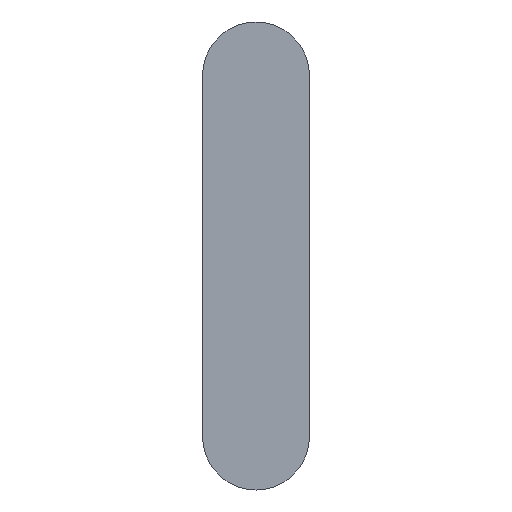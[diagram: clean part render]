
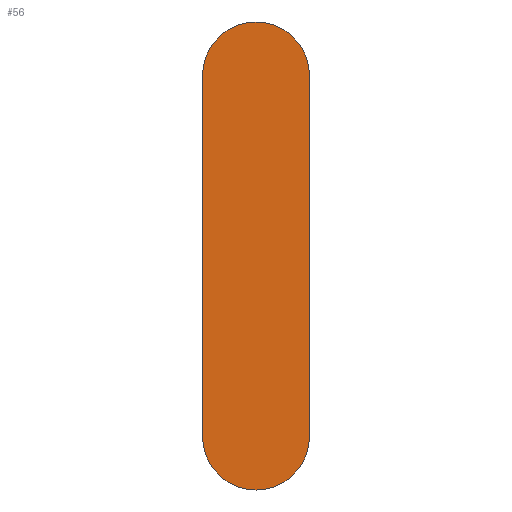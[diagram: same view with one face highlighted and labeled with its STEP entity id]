
A CAD part, front view. The second image highlights one B-rep face of the part: STEP entity #56.
In plain terms, the highlighted planar face has unit normal (0, -1, 0).
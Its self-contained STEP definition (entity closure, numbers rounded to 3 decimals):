
#5 = ORIENTED_EDGE ( 'NONE', *, *, #250, .T. ) ;
#9 = CARTESIAN_POINT ( 'NONE',  ( 4., 0., 31. ) ) ;
#24 = CIRCLE ( 'NONE', #148, 4. ) ;
#39 = FACE_OUTER_BOUND ( 'NONE', #112, .T. ) ;
#52 = CIRCLE ( 'NONE', #177, 4. ) ;
#56 = ADVANCED_FACE ( 'NONE', ( #39 ), #201, .F. ) ;
#57 = EDGE_CURVE ( 'NONE', #283, #261, #24, .T. ) ;
#64 = CARTESIAN_POINT ( 'NONE',  ( 0., 0., 31. ) ) ;
#72 = CARTESIAN_POINT ( 'NONE',  ( 0., 0., 0. ) ) ;
#74 = VECTOR ( 'NONE', #235, 1000. ) ;
#75 = EDGE_CURVE ( 'NONE', #261, #294, #128, .T. ) ;
#78 = AXIS2_PLACEMENT_3D ( 'NONE', #64, #114, #295 ) ;
#84 = DIRECTION ( 'NONE',  ( 0., 0., 1. ) ) ;
#94 = CARTESIAN_POINT ( 'NONE',  ( -4., 0., 31. ) ) ;
#96 = CARTESIAN_POINT ( 'NONE',  ( -4., 0., 4. ) ) ;
#102 = VERTEX_POINT ( 'NONE', #72 ) ;
#103 = DIRECTION ( 'NONE',  ( 0., 0., 1. ) ) ;
#106 = DIRECTION ( 'NONE',  ( 0., 1., 0. ) ) ;
#112 = EDGE_LOOP ( 'NONE', ( #305, #5, #178, #275, #255, #247 ) ) ;
#114 = DIRECTION ( 'NONE',  ( 0., 1., 0. ) ) ;
#119 = EDGE_CURVE ( 'NONE', #102, #186, #52, .T. ) ;
#128 = CIRCLE ( 'NONE', #78, 4. ) ;
#134 = EDGE_CURVE ( 'NONE', #294, #234, #281, .T. ) ;
#148 = AXIS2_PLACEMENT_3D ( 'NONE', #220, #314, #103 ) ;
#161 = DIRECTION ( 'NONE',  ( 0., 1., 0. ) ) ;
#173 = CARTESIAN_POINT ( 'NONE',  ( 0., 0., 35. ) ) ;
#174 = CARTESIAN_POINT ( 'NONE',  ( 0., 0., 4. ) ) ;
#177 = AXIS2_PLACEMENT_3D ( 'NONE', #174, #106, #84 ) ;
#178 = ORIENTED_EDGE ( 'NONE', *, *, #119, .F. ) ;
#179 = AXIS2_PLACEMENT_3D ( 'NONE', #214, #245, #285 ) ;
#186 = VERTEX_POINT ( 'NONE', #96 ) ;
#201 = PLANE ( 'NONE',  #265 ) ;
#208 = DIRECTION ( 'NONE',  ( 0., 0., 1. ) ) ;
#214 = CARTESIAN_POINT ( 'NONE',  ( 0., 0., 4. ) ) ;
#220 = CARTESIAN_POINT ( 'NONE',  ( 0., 0., 31. ) ) ;
#234 = VERTEX_POINT ( 'NONE', #315 ) ;
#235 = DIRECTION ( 'NONE',  ( 0., 0., -1. ) ) ;
#245 = DIRECTION ( 'NONE',  ( 0., 1., 0. ) ) ;
#247 = ORIENTED_EDGE ( 'NONE', *, *, #75, .F. ) ;
#250 = EDGE_CURVE ( 'NONE', #283, #186, #263, .T. ) ;
#255 = ORIENTED_EDGE ( 'NONE', *, *, #134, .F. ) ;
#258 = CARTESIAN_POINT ( 'NONE',  ( 4., 0., 35. ) ) ;
#261 = VERTEX_POINT ( 'NONE', #173 ) ;
#263 = LINE ( 'NONE', #307, #74 ) ;
#265 = AXIS2_PLACEMENT_3D ( 'NONE', #276, #161, #208 ) ;
#274 = EDGE_CURVE ( 'NONE', #234, #102, #303, .T. ) ;
#275 = ORIENTED_EDGE ( 'NONE', *, *, #274, .F. ) ;
#276 = CARTESIAN_POINT ( 'NONE',  ( -4., 0., 35. ) ) ;
#281 = LINE ( 'NONE', #258, #292 ) ;
#283 = VERTEX_POINT ( 'NONE', #94 ) ;
#285 = DIRECTION ( 'NONE',  ( 0., 0., 1. ) ) ;
#287 = DIRECTION ( 'NONE',  ( 0., 0., -1. ) ) ;
#292 = VECTOR ( 'NONE', #287, 1000. ) ;
#294 = VERTEX_POINT ( 'NONE', #9 ) ;
#295 = DIRECTION ( 'NONE',  ( 0., 0., 1. ) ) ;
#303 = CIRCLE ( 'NONE', #179, 4. ) ;
#305 = ORIENTED_EDGE ( 'NONE', *, *, #57, .F. ) ;
#307 = CARTESIAN_POINT ( 'NONE',  ( -4., 0., 35. ) ) ;
#314 = DIRECTION ( 'NONE',  ( 0., 1., 0. ) ) ;
#315 = CARTESIAN_POINT ( 'NONE',  ( 4., 0., 4. ) ) ;
